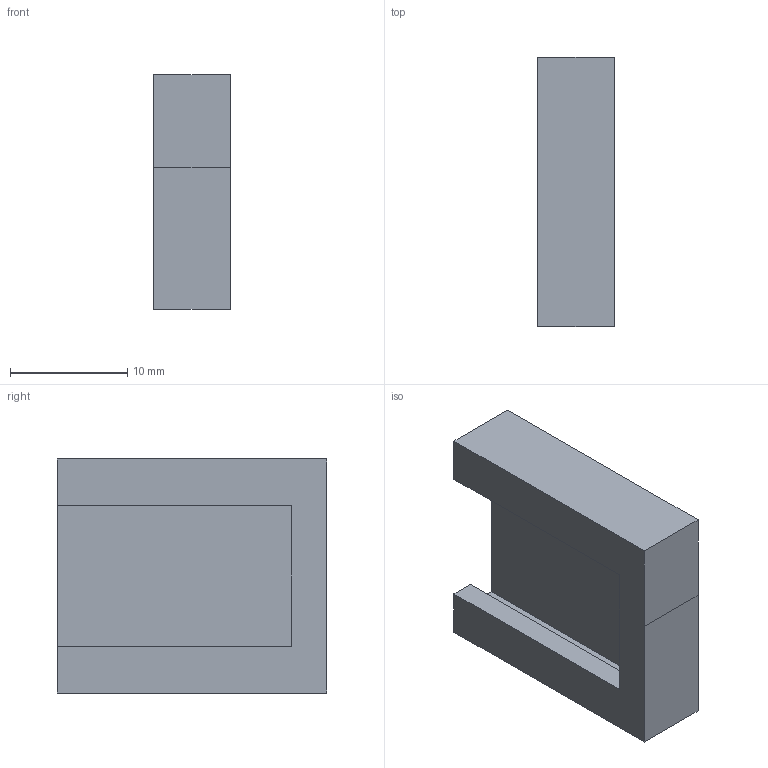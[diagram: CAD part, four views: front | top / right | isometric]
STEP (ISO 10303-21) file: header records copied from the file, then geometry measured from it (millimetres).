
FILE_DESCRIPTION(('STEP AP242'), '1');
FILE_NAME('櫻蠉錪_4', '', ('UNSPECIFIED'), ('UNSPECIFIED'), 'C3D Converter', 'C3D Toolkit', '');
FILE_SCHEMA(('AP242_MANAGED_MODEL_BASED_3D_ENGINEERING_MIM_LF { 1 0 10303 442 1 1 4 }'));
Length unit declared in the file: millimetre
Bounding box: 6.5 x 23 x 20 mm (x, y, z)
Volume: 1709.9 mm3; surface area: 1819 mm2
Topology: 1 solids, 1 shells, 16 faces, 42 edges, 28 vertices
Faces by surface type: plane 16
Entity records: 526 total; most frequent: CARTESIAN_POINT 87, ORIENTED_EDGE 84, DIRECTION 76, EDGE_CURVE 42, LINE 42, VECTOR 42, VERTEX_POINT 28, AXIS2_PLACEMENT_3D 17
